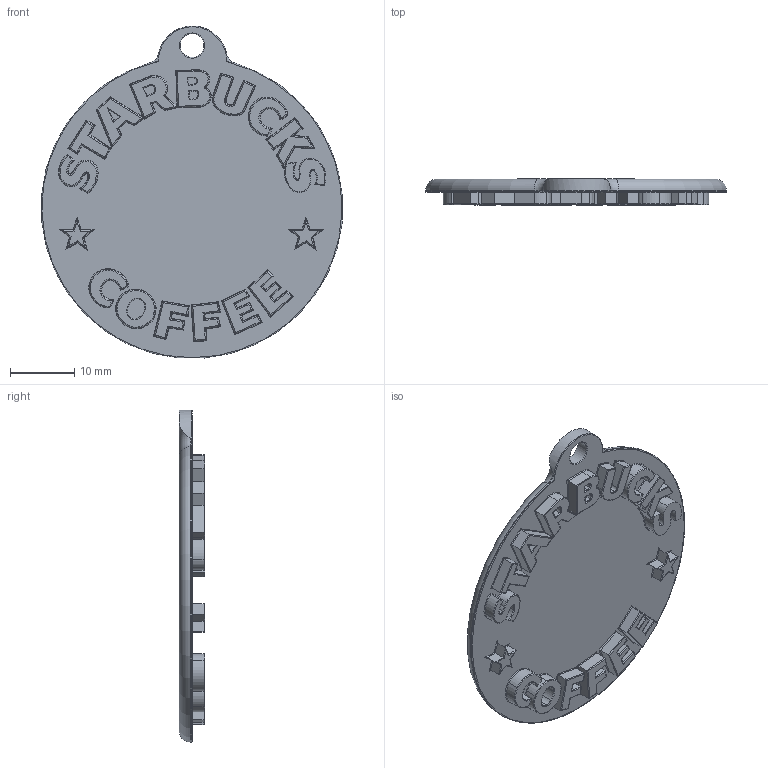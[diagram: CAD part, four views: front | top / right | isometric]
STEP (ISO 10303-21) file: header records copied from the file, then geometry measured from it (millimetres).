
FILE_DESCRIPTION(/* description */ ('STEP AP242','CAx-IF Rec.Pracs.---Representation and Presentation of Product Manufacturing Information (PMI)---4.0---2014-10-13','CAx-IF Rec.Pracs.---3D Tessellated Geometry---0.4---2014-09-14','2;1'),/* implementation_level */ '2;1');
FILE_NAME(/* name */ '669b192266460220ce7e8dcd',/* time_stamp */ '2024-07-20T01:55:47Z',/* author */ (''),/* organization */ (''),/* preprocessor_version */ 'ST-DEVELOPER v20',/* originating_system */ ' ',/* authorisation */ ' ');
FILE_SCHEMA (('AP242_MANAGED_MODEL_BASED_3D_ENGINEERING_MIM_LF { 1 0 10303 442 1 1 4 }'));
Length unit declared in the file: metre
Products named in the file (1): Part 1
Bounding box: 46.93 x 4 x 51.79 mm (x, y, z)
Volume: 4052.2 mm3; surface area: 4582.9 mm2
Topology: 1 solids, 1 shells, 626 faces, 1429 edges, 823 vertices
Faces by surface type: cylinder 324, torus 160, plane 138, bspline 4
Full cylindrical faces by diameter (mm): 3.692 x1
Entity records: 17607 total; most frequent: CARTESIAN_POINT 3518, DIRECTION 3111, ORIENTED_EDGE 2850, EDGE_CURVE 1425, AXIS2_PLACEMENT_3D 1222, VERTEX_POINT 823, LINE 667, VECTOR 667
